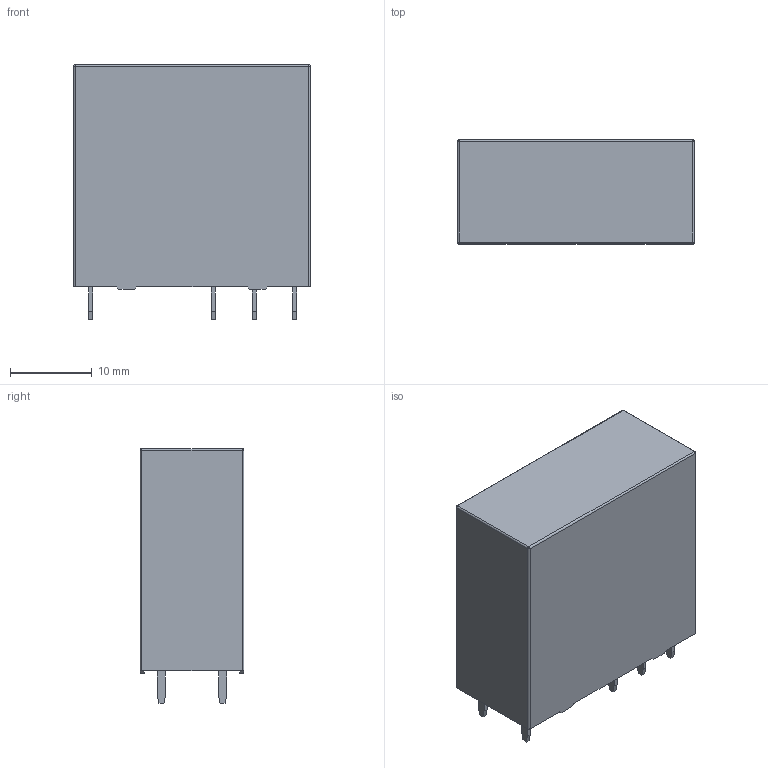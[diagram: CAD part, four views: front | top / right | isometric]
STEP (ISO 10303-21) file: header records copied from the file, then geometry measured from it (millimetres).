
FILE_DESCRIPTION (( 'STEP AP214' ), '1' );
FILE_NAME ('69KP2Z俋倛芞.STEP', '2023-06-06T09:12:47', ( 'User' ), ( 'China' ), 'SwSTEP 2.0', 'SolidWorks 2019', '' );
FILE_SCHEMA (( 'AUTOMOTIVE_DESIGN' ));
Length unit declared in the file: millimetre
Products named in the file (1): 69KP2Z俋倛芞
Bounding box: 29 x 12.7 x 31.15 mm (x, y, z)
Volume: 10032.4 mm3; surface area: 3084.5 mm2
Topology: 1 solids, 1 shells, 90 faces, 232 edges, 148 vertices
Faces by surface type: plane 78, cylinder 8, sphere 4
Entity records: 2686 total; most frequent: CARTESIAN_POINT 467, ORIENTED_EDGE 456, DIRECTION 426, EDGE_CURVE 228, VECTOR 212, LINE 212, VERTEX_POINT 148, AXIS2_PLACEMENT_3D 107
